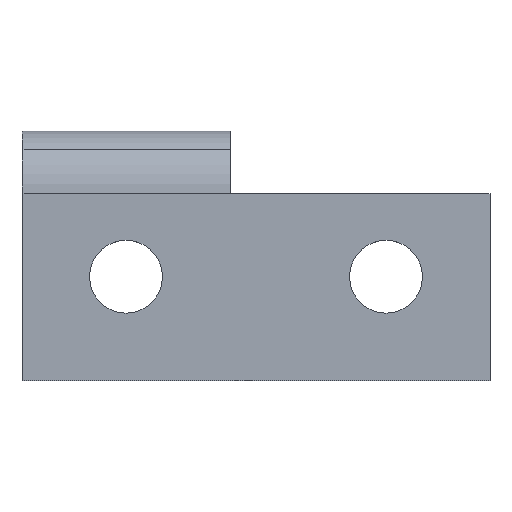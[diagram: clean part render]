
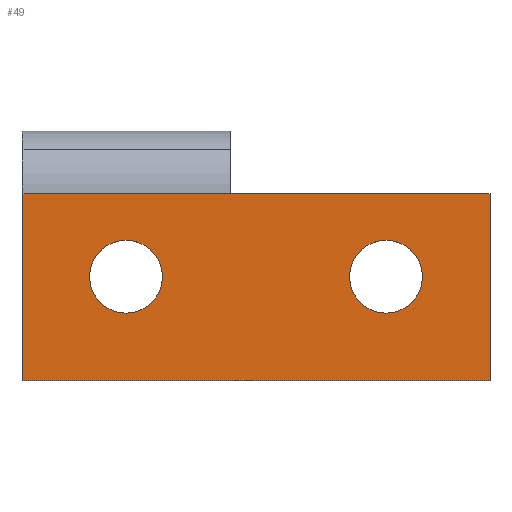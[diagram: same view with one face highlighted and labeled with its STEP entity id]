
A CAD part, top view. The second image highlights one B-rep face of the part: STEP entity #49.
In plain terms, the highlighted planar face has unit normal (0, 0, 1).
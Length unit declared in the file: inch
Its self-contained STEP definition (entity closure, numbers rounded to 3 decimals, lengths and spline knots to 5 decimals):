
#49=ADVANCED_FACE('',(#109,#110,#111),#112,.T.);
#109=FACE_BOUND('',#183,.T.);
#110=FACE_OUTER_BOUND('',#184,.T.);
#111=FACE_BOUND('',#185,.T.);
#112=PLANE('',#186);
#183=EDGE_LOOP('',(#265,#266));
#184=EDGE_LOOP('',(#267,#268,#269,#270,#271));
#185=EDGE_LOOP('',(#272,#273));
#186=AXIS2_PLACEMENT_3D('',#274,#275,#276);
#265=ORIENTED_EDGE('',*,*,#431,.T.);
#266=ORIENTED_EDGE('',*,*,#444,.T.);
#267=ORIENTED_EDGE('',*,*,#445,.T.);
#268=ORIENTED_EDGE('',*,*,#446,.T.);
#269=ORIENTED_EDGE('',*,*,#447,.T.);
#270=ORIENTED_EDGE('',*,*,#448,.F.);
#271=ORIENTED_EDGE('',*,*,#449,.F.);
#272=ORIENTED_EDGE('',*,*,#450,.T.);
#273=ORIENTED_EDGE('',*,*,#451,.T.);
#274=CARTESIAN_POINT('',(-3.74016,1.87529,0.0));
#275=DIRECTION('',(0.,0.0,1.0));
#276=DIRECTION('',(1.0,0.,0.));
#431=EDGE_CURVE('',#506,#503,#507,.T.);
#444=EDGE_CURVE('',#503,#506,#529,.T.);
#445=EDGE_CURVE('',#530,#531,#532,.T.);
#446=EDGE_CURVE('',#531,#533,#534,.T.);
#447=EDGE_CURVE('',#533,#535,#536,.T.);
#448=EDGE_CURVE('',#512,#535,#537,.T.);
#449=EDGE_CURVE('',#530,#512,#538,.T.);
#450=EDGE_CURVE('',#539,#540,#541,.T.);
#451=EDGE_CURVE('',#540,#539,#542,.T.);
#503=VERTEX_POINT('',#610);
#506=VERTEX_POINT('',#614);
#507=CIRCLE('',#615,0.27559);
#512=VERTEX_POINT('',#621);
#529=CIRCLE('',#642,0.27559);
#530=VERTEX_POINT('',#643);
#531=VERTEX_POINT('',#644);
#532=LINE('',#645,#646);
#533=VERTEX_POINT('',#647);
#534=LINE('',#648,#649);
#535=VERTEX_POINT('',#650);
#536=LINE('',#651,#652);
#537=LINE('',#653,#654);
#538=LINE('',#655,#656);
#539=VERTEX_POINT('',#657);
#540=VERTEX_POINT('',#658);
#541=CIRCLE('',#659,0.27559);
#542=CIRCLE('',#660,0.27559);
#610=CARTESIAN_POINT('',(-0.51181,0.7874,0.));
#614=CARTESIAN_POINT('',(-1.06299,0.7874,0.));
#615=AXIS2_PLACEMENT_3D('',#749,#750,#751);
#621=CARTESIAN_POINT('',(-1.9685,1.41732,0.));
#642=AXIS2_PLACEMENT_3D('',#772,#773,#774);
#643=CARTESIAN_POINT('',(-3.54331,1.41732,0.));
#644=CARTESIAN_POINT('',(-3.54331,0.0,0.0));
#645=CARTESIAN_POINT('',(-3.54331,1.64631,0.0));
#646=VECTOR('',#775,0.3937);
#647=CARTESIAN_POINT('',(0.0,0.,0.0));
#648=CARTESIAN_POINT('',(-3.74016,0.,0.0));
#649=VECTOR('',#776,0.03937);
#650=CARTESIAN_POINT('',(0.0,1.41732,0.));
#651=CARTESIAN_POINT('',(0.0,1.41732,0.));
#652=VECTOR('',#777,0.3937);
#653=CARTESIAN_POINT('',(-1.9685,1.41732,0.));
#654=VECTOR('',#778,0.3937);
#655=CARTESIAN_POINT('',(-3.74016,1.41732,0.0));
#656=VECTOR('',#779,0.03937);
#657=CARTESIAN_POINT('',(-2.75591,1.06299,0.));
#658=CARTESIAN_POINT('',(-2.75591,0.51181,0.));
#659=AXIS2_PLACEMENT_3D('',#780,#781,#782);
#660=AXIS2_PLACEMENT_3D('',#783,#784,#785);
#749=CARTESIAN_POINT('',(-0.7874,0.7874,0.));
#750=DIRECTION('',(0.,0.0,-1.0));
#751=DIRECTION('',(1.0,0.,0.));
#772=CARTESIAN_POINT('',(-0.7874,0.7874,0.));
#773=DIRECTION('',(0.,0.0,-1.0));
#774=DIRECTION('',(1.0,0.,0.));
#775=DIRECTION('',(0.,-1.0,0.0));
#776=DIRECTION('',(1.0,0.,0.));
#777=DIRECTION('',(0.,1.0,0.));
#778=DIRECTION('',(1.0,0.,0.));
#779=DIRECTION('',(1.0,0.,0.));
#780=CARTESIAN_POINT('',(-2.75591,0.7874,0.0));
#781=DIRECTION('',(0.,0.,-1.0));
#782=DIRECTION('',(0.,1.0,0.0));
#783=CARTESIAN_POINT('',(-2.75591,0.7874,0.0));
#784=DIRECTION('',(0.,0.,-1.0));
#785=DIRECTION('',(0.,1.0,0.0));
